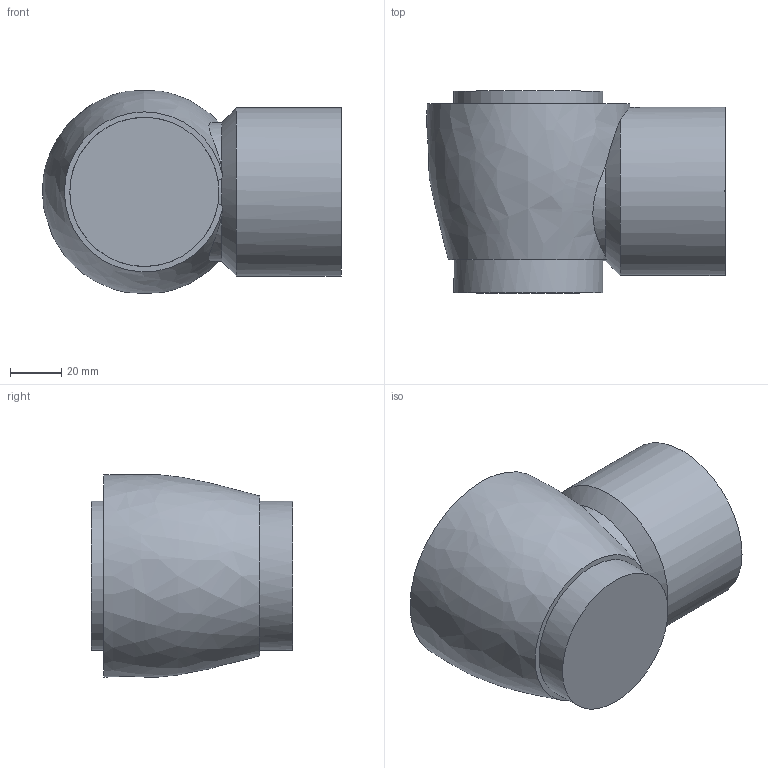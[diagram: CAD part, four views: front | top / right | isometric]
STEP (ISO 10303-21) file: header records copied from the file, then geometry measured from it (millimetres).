
FILE_DESCRIPTION(/* description */ (''),/* implementation_level */ '2;1');
FILE_NAME(/* name */ '实体4.stp',/* time_stamp */ '2020-04-16T14:53:24+08:00',/* author */ ('Administrator'),/* organization */ (''),/* preprocessor_version */ 'ST-DEVELOPER v16.13',/* originating_system */ 'Autodesk Inventor 2018',/* authorisation */ '');
FILE_SCHEMA (('AUTOMOTIVE_DESIGN { 1 0 10303 214 3 1 1 }'));
Length unit declared in the file: millimetre
Products named in the file (1): 实体4
Bounding box: 116 x 78.5 x 78.98 mm (x, y, z)
Volume: 441982.6 mm3; surface area: 37163.1 mm2
Topology: 1 solids, 1 shells, 71 faces, 184 edges, 122 vertices
Faces by surface type: plane 48, bspline 11, cylinder 10, cone 2
Full cylindrical faces by diameter (mm): 40 x1, 58 x2, 65.5 x1
Entity records: 2691 total; most frequent: CARTESIAN_POINT 927, ORIENTED_EDGE 352, DIRECTION 294, EDGE_CURVE 176, VERTEX_POINT 118, LINE 108, VECTOR 108, AXIS2_PLACEMENT_3D 93
